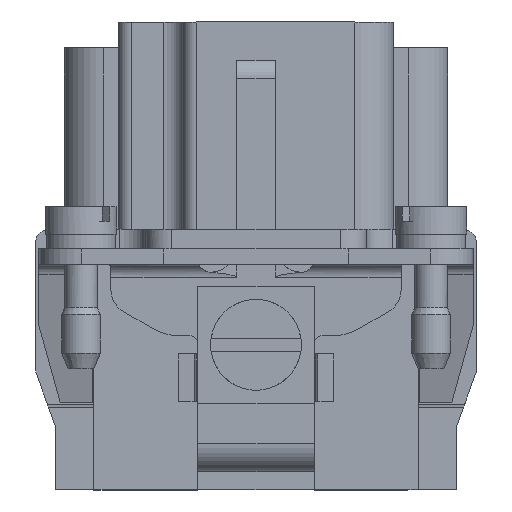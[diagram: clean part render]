
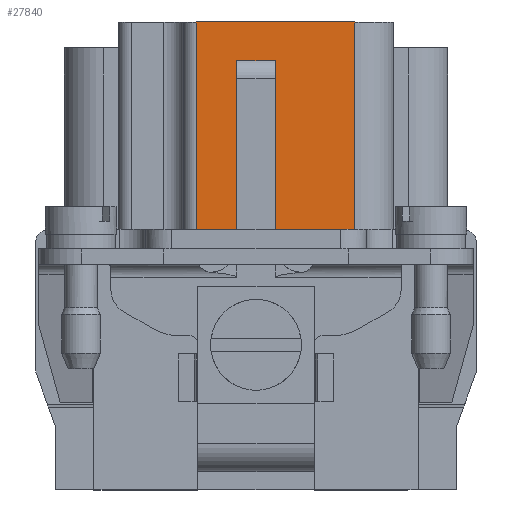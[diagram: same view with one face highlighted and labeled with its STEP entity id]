
A CAD part, left-side view. The second image highlights one B-rep face of the part: STEP entity #27840.
In plain terms, the highlighted planar face has unit normal (-1, 0, 0).
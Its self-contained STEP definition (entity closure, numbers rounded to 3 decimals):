
#3518=VERTEX_POINT('',#40657);
#3519=VERTEX_POINT('',#40659);
#3522=VERTEX_POINT('',#40665);
#3523=VERTEX_POINT('',#40667);
#3562=VERTEX_POINT('',#40755);
#3563=VERTEX_POINT('',#40757);
#3564=VERTEX_POINT('',#40760);
#3565=VERTEX_POINT('',#40762);
#6162=VECTOR('',#32961,1.);
#6166=VECTOR('',#32965,1.);
#6202=VECTOR('',#33022,1.);
#6203=VECTOR('',#33023,1.);
#6204=VECTOR('',#33024,1.);
#6205=VECTOR('',#33025,1.);
#6206=VECTOR('',#33026,1.);
#6207=VECTOR('',#33027,1.);
#8527=LINE('',#40658,#6162);
#8531=LINE('',#40666,#6166);
#8567=LINE('',#40754,#6202);
#8568=LINE('',#40756,#6203);
#8569=LINE('',#40758,#6204);
#8570=LINE('',#40759,#6205);
#8571=LINE('',#40761,#6206);
#8572=LINE('',#40763,#6207);
#11002=EDGE_CURVE('',#3519,#3518,#8527,.T.);
#11006=EDGE_CURVE('',#3523,#3522,#8531,.T.);
#11050=EDGE_CURVE('',#3522,#3562,#8567,.F.);
#11051=EDGE_CURVE('',#3563,#3562,#8568,.T.);
#11052=EDGE_CURVE('',#3563,#3519,#8569,.F.);
#11053=EDGE_CURVE('',#3564,#3518,#8570,.F.);
#11054=EDGE_CURVE('',#3565,#3564,#8571,.F.);
#11055=EDGE_CURVE('',#3565,#3523,#8572,.F.);
#15386=ORIENTED_EDGE('',*,*,#11006,.T.);
#15387=ORIENTED_EDGE('',*,*,#11050,.T.);
#15388=ORIENTED_EDGE('',*,*,#11051,.F.);
#15389=ORIENTED_EDGE('',*,*,#11052,.T.);
#15390=ORIENTED_EDGE('',*,*,#11002,.T.);
#15391=ORIENTED_EDGE('',*,*,#11053,.F.);
#15392=ORIENTED_EDGE('',*,*,#11054,.F.);
#15393=ORIENTED_EDGE('',*,*,#11055,.T.);
#23489=EDGE_LOOP('',(#15386,#15387,#15388,#15389,#15390,#15391,#15392,#15393));
#25667=FACE_BOUND('',#23489,.T.);
#27840=ADVANCED_FACE('',(#25667),#55465,.T.);
#29687=AXIS2_PLACEMENT_3D('',#40753,#33021,$);
#32961=DIRECTION('',(0.,-1.,0.));
#32965=DIRECTION('',(0.,-1.,0.));
#33021=DIRECTION('',(-1.,0.,0.));
#33022=DIRECTION('',(0.,0.,-1.));
#33023=DIRECTION('',(0.,1.,0.));
#33024=DIRECTION('',(0.,0.,1.));
#33025=DIRECTION('',(0.,0.,1.));
#33026=DIRECTION('',(0.,1.,0.));
#33027=DIRECTION('',(0.,0.,1.));
#40657=CARTESIAN_POINT('',(-45.5,-7.6,2.7));
#40658=CARTESIAN_POINT('',(-45.5,-6.625,2.7));
#40659=CARTESIAN_POINT('',(-45.5,-1.5,2.7));
#40665=CARTESIAN_POINT('',(-45.5,1.5,2.7));
#40666=CARTESIAN_POINT('',(-45.5,-6.625,2.7));
#40667=CARTESIAN_POINT('',(-45.5,4.6,2.7));
#40753=CARTESIAN_POINT('',(-45.5,4.6,2.7));
#40754=CARTESIAN_POINT('',(-45.5,1.5,0.839));
#40755=CARTESIAN_POINT('',(-45.5,1.5,15.715));
#40756=CARTESIAN_POINT('',(-45.5,-1.5,15.715));
#40757=CARTESIAN_POINT('',(-45.5,-1.5,15.715));
#40758=CARTESIAN_POINT('',(-45.5,-1.5,9.711));
#40759=CARTESIAN_POINT('',(-45.5,-7.6,2.7));
#40760=CARTESIAN_POINT('',(-45.5,-7.6,18.7));
#40761=CARTESIAN_POINT('',(-45.5,-3.5,18.7));
#40762=CARTESIAN_POINT('',(-45.5,4.6,18.7));
#40763=CARTESIAN_POINT('',(-45.5,4.6,2.7));
#55465=PLANE('',#29687);
